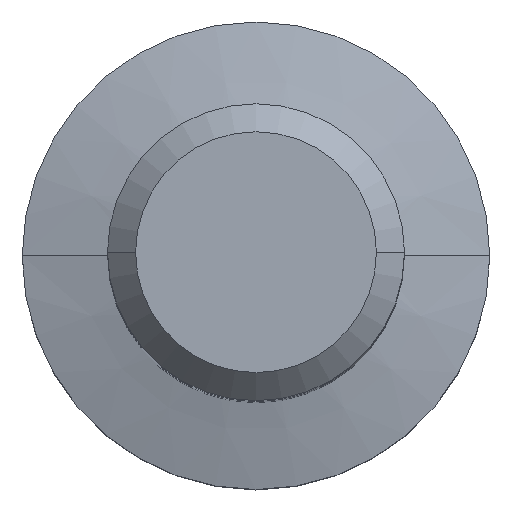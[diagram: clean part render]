
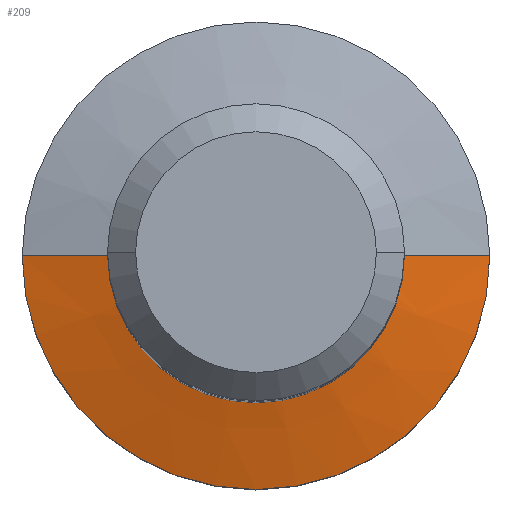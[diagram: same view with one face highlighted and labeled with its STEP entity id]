
A CAD part, top view. The second image highlights one B-rep face of the part: STEP entity #209.
In plain terms, the highlighted conical face has half-angle 75.211 degrees and reference radius 1.25 mm.
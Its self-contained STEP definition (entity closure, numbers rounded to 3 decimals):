
#10 = VERTEX_POINT ( 'NONE', #740 ) ;
#44 = CIRCLE ( 'NONE', #404, 2.5 ) ;
#53 = EDGE_CURVE ( 'NONE', #10, #402, #297, .T. ) ;
#64 = AXIS2_PLACEMENT_3D ( 'NONE', #618, #709, #559 ) ;
#71 = DIRECTION ( 'NONE',  ( 0., 0., 1. ) ) ;
#83 = ORIENTED_EDGE ( 'NONE', *, *, #752, .F. ) ;
#91 = AXIS2_PLACEMENT_3D ( 'NONE', #364, #71, #782 ) ;
#130 = CARTESIAN_POINT ( 'NONE',  ( 1.25, 0., -21.67 ) ) ;
#152 = DIRECTION ( 'NONE',  ( -0.967, 0., -0.255 ) ) ;
#154 = ORIENTED_EDGE ( 'NONE', *, *, #53, .F. ) ;
#180 = CARTESIAN_POINT ( 'NONE',  ( 0., 0., -22. ) ) ;
#194 = VERTEX_POINT ( 'NONE', #779 ) ;
#199 = EDGE_LOOP ( 'NONE', ( #634, #154, #897, #83 ) ) ;
#209 = ADVANCED_FACE ( 'NONE', ( #506 ), #591, .T. ) ;
#264 = VECTOR ( 'NONE', #152, 1000. ) ;
#297 = CIRCLE ( 'NONE', #91, 1.25 ) ;
#316 = EDGE_CURVE ( 'NONE', #10, #597, #434, .T. ) ;
#364 = CARTESIAN_POINT ( 'NONE',  ( 0., 0., -21.67 ) ) ;
#402 = VERTEX_POINT ( 'NONE', #781 ) ;
#404 = AXIS2_PLACEMENT_3D ( 'NONE', #180, #761, #695 ) ;
#434 = LINE ( 'NONE', #639, #264 ) ;
#502 = VECTOR ( 'NONE', #859, 1000. ) ;
#506 = FACE_OUTER_BOUND ( 'NONE', #199, .T. ) ;
#559 = DIRECTION ( 'NONE',  ( -1., 0., 0. ) ) ;
#591 = CONICAL_SURFACE ( 'NONE', #64, 1.25, 1.313 ) ;
#597 = VERTEX_POINT ( 'NONE', #671 ) ;
#618 = CARTESIAN_POINT ( 'NONE',  ( 0., 0., -21.67 ) ) ;
#634 = ORIENTED_EDGE ( 'NONE', *, *, #906, .F. ) ;
#639 = CARTESIAN_POINT ( 'NONE',  ( -1.25, 0., -21.67 ) ) ;
#671 = CARTESIAN_POINT ( 'NONE',  ( -2.5, 0., -22. ) ) ;
#684 = LINE ( 'NONE', #130, #502 ) ;
#695 = DIRECTION ( 'NONE',  ( 1., 0., 0. ) ) ;
#709 = DIRECTION ( 'NONE',  ( 0., 0., -1. ) ) ;
#740 = CARTESIAN_POINT ( 'NONE',  ( -1.25, 0., -21.67 ) ) ;
#752 = EDGE_CURVE ( 'NONE', #194, #597, #44, .T. ) ;
#761 = DIRECTION ( 'NONE',  ( 0., 0., -1. ) ) ;
#779 = CARTESIAN_POINT ( 'NONE',  ( 2.5, 0., -22. ) ) ;
#781 = CARTESIAN_POINT ( 'NONE',  ( 1.25, 0., -21.67 ) ) ;
#782 = DIRECTION ( 'NONE',  ( 1., 0., 0. ) ) ;
#859 = DIRECTION ( 'NONE',  ( 0.967, 0., -0.255 ) ) ;
#897 = ORIENTED_EDGE ( 'NONE', *, *, #316, .T. ) ;
#906 = EDGE_CURVE ( 'NONE', #402, #194, #684, .T. ) ;
